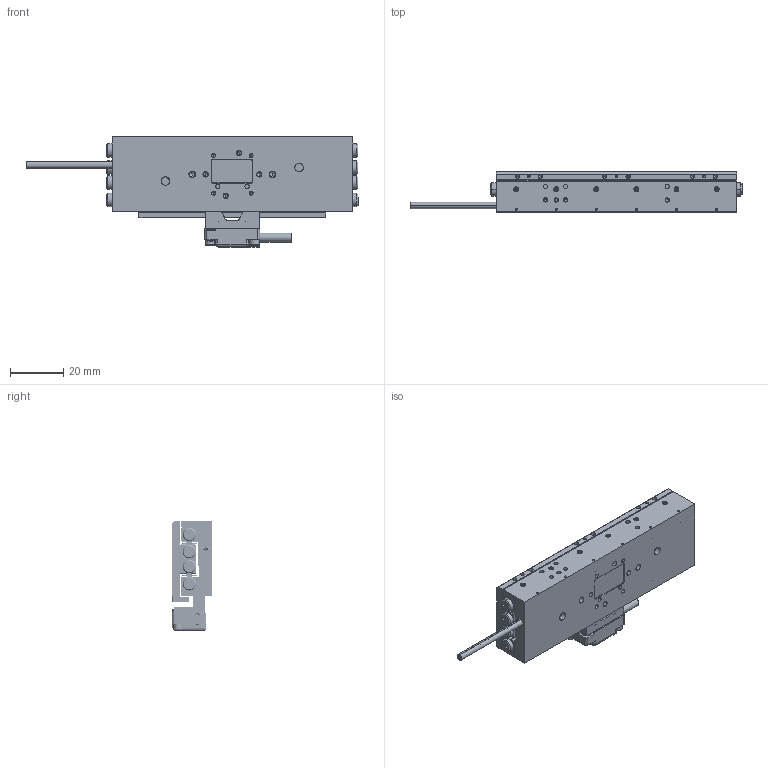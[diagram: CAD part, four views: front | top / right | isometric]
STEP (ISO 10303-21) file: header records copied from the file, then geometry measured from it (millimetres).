
FILE_DESCRIPTION (( 'STEP AP214' ), '1' );
FILE_NAME ('PPS-28-132X9.STEP', '2023-08-08T17:40:50', ( '' ), ( '' ), 'SwSTEP 2.0', 'SolidWorks 2023', '' );
FILE_SCHEMA (( 'AUTOMOTIVE_DESIGN' ));
Length unit declared in the file: millimetre
Products named in the file (19): 130161 Bearing, NB, Slide Way, SVW 2000_SVW 2090-16Z (Rigid at Center); TFC-421 Silver Braided Cable_L70; Dowel Pin, M-DIN_M01 x 004; SCREW, SHCS-F, M-DIN_M3 x 0.5 x 06mm; NB Slide Way SVW 2000 Center Way_SVW 2090; PPS-28, Carriage, Master Part_90; 430413 PPS-20, Encoder Bracket, M3500_0.71mm MTE Mod; 430438 PPS 28, Back Cover, NJ8x13; SCREW, MS-PPH, M-JCIS_M2.5 x 0.45 x 6mm; SCREW, MS-PPH, M-JCIS_M1.6 x 0.35 x 4mm; SCREW, SHCS-S, M-DIN_M2 x 0.4 x 06mm; PPS-28-132X9; NB Slide Way SVW 2000 Rail_SVW 2090; Set Screw, Cup-H, E-ASME_E1-72 x 1''16; PPS-20, Scale Bracket, Mercury, Master Part_70mm; 110103 Encoder Head, M3500, Custom Atmospheric_Atmospheric Window; NB Slide Way SVW 2000 Cage_SVW 2090-16Z; PPS-28, Base, Master Part_90mm, 2 motors, No ears; SCREW, SHCS-S, M-DIN_M1.6 x 0.35 x 06mm
Assembly tree (47 placements, depth 3):
  PPS-28-132X9
    PPS-28, Base, Master Part_90mm, 2 motors, No ears
    430438 PPS 28, Back Cover, NJ8x13
    TFC-421 Silver Braided Cable_L70
    PPS-28, Carriage, Master Part_90
    SCREW, SHCS-F, M-DIN_M3 x 0.5 x 06mm  x6
    130161 Bearing, NB, Slide Way, SVW 2000_SVW 2090-16Z (Rigid at Center)
      NB Slide Way SVW 2000 Rail_SVW 2090  x2
      NB Slide Way SVW 2000 Center Way_SVW 2090
      NB Slide Way SVW 2000 Cage_SVW 2090-16Z  x2
    SCREW, MS-PPH, M-JCIS_M2.5 x 0.45 x 6mm  x12
    Set Screw, Cup-H, E-ASME_E1-72 x 1''16  x6
    110103 Encoder Head, M3500, Custom Atmospheric_Atmospheric Window
    PPS-20, Scale Bracket, Mercury, Master Part_70mm
    SCREW, SHCS-S, M-DIN_M1.6 x 0.35 x 06mm  x2
    SCREW, SHCS-S, M-DIN_M2 x 0.4 x 06mm  x2
    SCREW, MS-PPH, M-JCIS_M1.6 x 0.35 x 4mm  x4
    Dowel Pin, M-DIN_M01 x 004  x2
    430413 PPS-20, Encoder Bracket, M3500_0.71mm MTE Mod
Bounding box: 124.2 x 15 x 41.2 mm (x, y, z)
Volume: 35440 mm3; surface area: 36056.6 mm2
Topology: 59 solids, 59 shells, 2264 faces, 5504 edges, 3375 vertices
Faces by surface type: plane 931, cylinder 769, cone 386, torus 148, bspline 30
Entity records: 78881 total; most frequent: CARTESIAN_POINT 47436, DIRECTION 6653, ORIENTED_EDGE 6132, EDGE_CURVE 3066, AXIS2_PLACEMENT_3D 2532, VERTEX_POINT 1965, VECTOR 1589, LINE 1589
